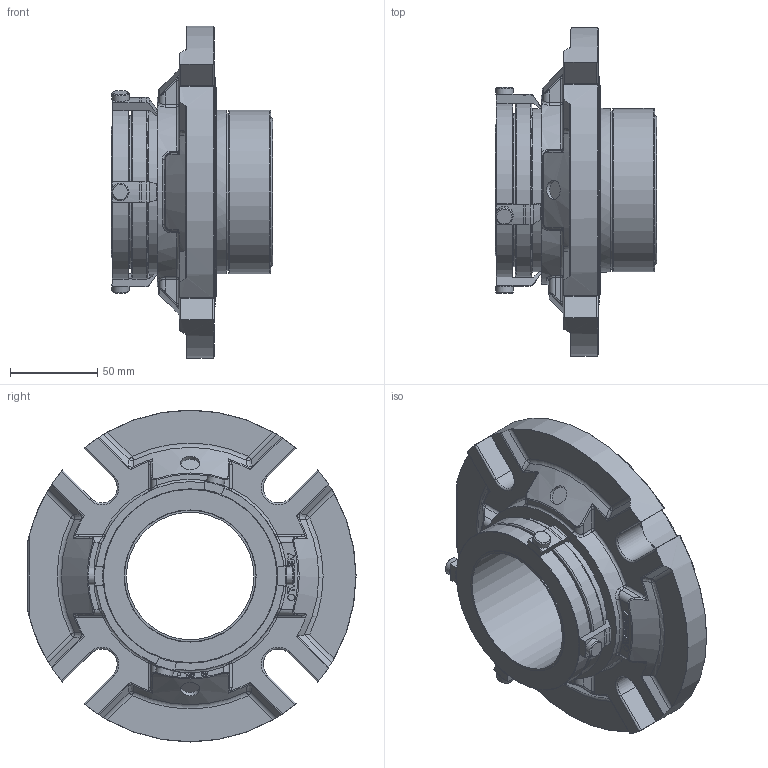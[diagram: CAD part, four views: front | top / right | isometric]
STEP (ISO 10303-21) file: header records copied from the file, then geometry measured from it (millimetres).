
FILE_DESCRIPTION(/* description */ ('Unknown'),/* implementation_level */ '2;1');
FILE_NAME(/* name */ '2.875',/* time_stamp */ '2023-02-13T12:36:00+00:00',/* author */ ('Unknown'),/* organization */ ('Unknown'),/* preprocessor_version */ 'ST-DEVELOPER v16.7',/* originating_system */ 'Solid Edge',/* authorisation */ 'Unknown');
FILE_SCHEMA (('AUTOMOTIVE_DESIGN {1 0 10303 214 3 1 1}'));
Length unit declared in the file: millimetre
Products named in the file (1): 2.875
Bounding box: 92.38 x 188.12 x 190.25 mm (x, y, z)
Volume: 679224.1 mm3; surface area: 110512.1 mm2
Topology: 1 solids, 1 shells, 570 faces, 1449 edges, 894 vertices
Faces by surface type: plane 176, cylinder 160, torus 93, bspline 80, sphere 39, cone 22
Full cylindrical faces by diameter (mm): 3.761 x1, 10 x4, 10.998 x2, 73.025 x1, 87.706 x1, 90.538 x1, 93.548 x1, 93.65 x1, 93.98 x1, 99.847 x1, 120.066 x1
Entity records: 19800 total; most frequent: CARTESIAN_POINT 7056, ORIENTED_EDGE 2768, DIRECTION 2475, EDGE_CURVE 1384, AXIS2_PLACEMENT_3D 1006, VERTEX_POINT 877, EDGE_LOOP 641, FACE_BOUND 641
